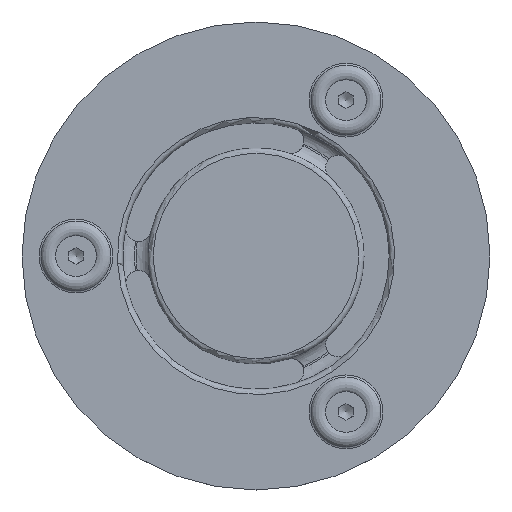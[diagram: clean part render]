
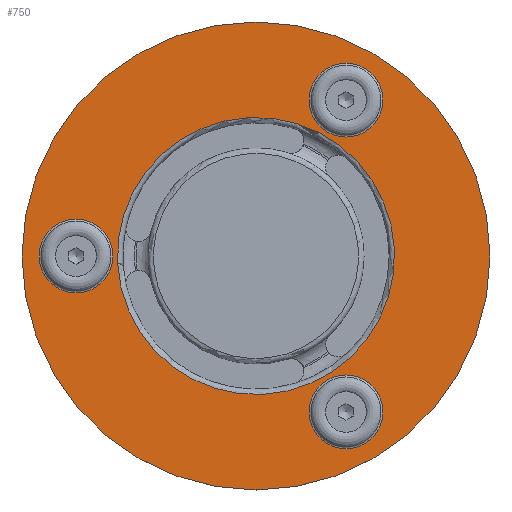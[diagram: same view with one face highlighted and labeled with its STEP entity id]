
A CAD part, top view. The second image highlights one B-rep face of the part: STEP entity #750.
In plain terms, the highlighted planar face has unit normal (0, 0, 1).
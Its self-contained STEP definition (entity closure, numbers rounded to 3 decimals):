
#750=ADVANCED_FACE('',(#5843,#5845,#5847,#5849,#5851),#5853,.T.);
#5843=FACE_BOUND('',#5844,.T.);
#5844=EDGE_LOOP('',(#6967));
#5845=FACE_BOUND('',#5846,.T.);
#5846=EDGE_LOOP('',(#6968));
#5847=FACE_BOUND('',#5848,.T.);
#5848=EDGE_LOOP('',(#6969));
#5849=FACE_BOUND('',#5850,.T.);
#5850=EDGE_LOOP('',(#6970));
#5851=FACE_BOUND('',#5852,.T.);
#5852=EDGE_LOOP('',(#6971));
#5853=PLANE('',#5854);
#5854=AXIS2_PLACEMENT_3D('',#5855,#5856,#5857);
#5855=CARTESIAN_POINT('',(0.,0.,1.5));
#5856=DIRECTION('',(0.,0.,1.));
#5857=DIRECTION('',(-1.,0.,0.));
#6967=ORIENTED_EDGE('',*,*,#7496,.T.);
#6968=ORIENTED_EDGE('',*,*,#7497,.F.);
#6969=ORIENTED_EDGE('',*,*,#7498,.F.);
#6970=ORIENTED_EDGE('',*,*,#7499,.F.);
#6971=ORIENTED_EDGE('',*,*,#7500,.T.);
#7496=EDGE_CURVE('',#7959,#7959,#7960,.T.);
#7497=EDGE_CURVE('',#7961,#7961,#7962,.T.);
#7498=EDGE_CURVE('',#7963,#7963,#7964,.T.);
#7499=EDGE_CURVE('',#7965,#7965,#7966,.T.);
#7500=EDGE_CURVE('',#7967,#7967,#7968,.F.);
#7959=VERTEX_POINT('',#11877);
#7960=CIRCLE('',#11878,65.);
#7961=VERTEX_POINT('',#11882);
#7962=CIRCLE('',#11883,10.25);
#7963=VERTEX_POINT('',#11887);
#7964=CIRCLE('',#11888,10.25);
#7965=VERTEX_POINT('',#11892);
#7966=CIRCLE('',#11893,10.25);
#7967=VERTEX_POINT('',#11897);
#7968=CIRCLE('',#11898,38.491);
#11877=CARTESIAN_POINT('',(0.,-65.,1.5));
#11878=AXIS2_PLACEMENT_3D('',#11879,#11880,#11881);
#11879=CARTESIAN_POINT('',(0.,0.,1.5));
#11880=DIRECTION('',(0.,0.,1.));
#11881=DIRECTION('',(0.,-1.,0.));
#11882=CARTESIAN_POINT('',(34.425,19.875,1.5));
#11883=AXIS2_PLACEMENT_3D('',#11884,#11885,#11886);
#11884=CARTESIAN_POINT('',(43.301,25.,1.5));
#11885=DIRECTION('',(0.,0.,1.));
#11886=DIRECTION('',(-0.866,-0.5,0.));
#11887=CARTESIAN_POINT('',(-34.425,19.875,1.5));
#11888=AXIS2_PLACEMENT_3D('',#11889,#11890,#11891);
#11889=CARTESIAN_POINT('',(-43.301,25.,1.5));
#11890=DIRECTION('',(0.,0.,1.));
#11891=DIRECTION('',(0.866,-0.5,0.));
#11892=CARTESIAN_POINT('',(0.,-39.75,1.5));
#11893=AXIS2_PLACEMENT_3D('',#11894,#11895,#11896);
#11894=CARTESIAN_POINT('',(0.,-50.,1.5));
#11895=DIRECTION('',(0.,0.,1.));
#11896=DIRECTION('',(0.,1.,0.));
#11897=CARTESIAN_POINT('',(8.613,-37.515,1.5));
#11898=AXIS2_PLACEMENT_3D('',#11899,#11900,#11901);
#11899=CARTESIAN_POINT('',(0.,0.,1.5));
#11900=DIRECTION('',(0.,0.,1.));
#11901=DIRECTION('',(-0.956,0.294,0.));
